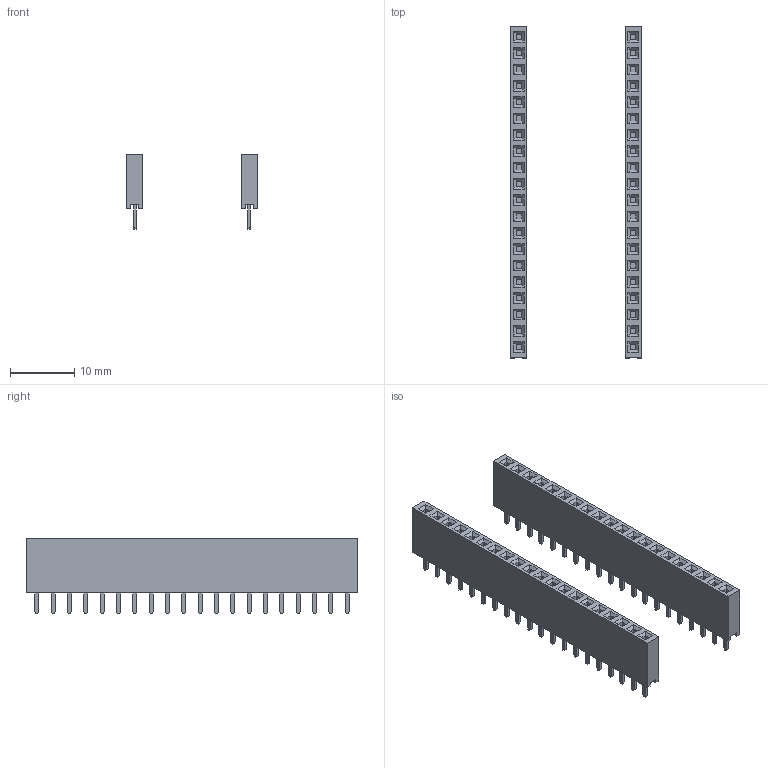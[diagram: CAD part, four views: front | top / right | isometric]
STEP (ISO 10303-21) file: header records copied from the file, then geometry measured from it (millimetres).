
FILE_DESCRIPTION(('FreeCAD Model'),'2;1');
FILE_NAME('Open CASCADE Shape Model','2023-04-12T12:42:26',(''),(''), 'Open CASCADE STEP processor 7.6','FreeCAD','Unknown');
FILE_SCHEMA(('AUTOMOTIVE_DESIGN { 1 0 10303 214 1 1 1 1 }'));
Length unit declared in the file: millimetre
Products named in the file (2): DIP-40_W17.78mm_Socket_STEP; SIP-20_Socket
Assembly tree (2 placements, depth 2):
  DIP-40_W17.78mm_Socket_STEP
    SIP-20_Socket  x2
Bounding box: 20.32 x 51.6 x 11.63 mm (x, y, z)
Volume: 1974.5 mm3; surface area: 3634.1 mm2
Topology: 2 solids, 2 shells, 660 faces, 1568 edges, 992 vertices
Faces by surface type: plane 660
Entity records: 11568 total; most frequent: CARTESIAN_POINT 1613, ORIENTED_EDGE 1568, DIRECTION 1450, EDGE_CURVE 784, LINE 784, VECTOR 784, VERTEX_POINT 496, FACE_BOUND 370
